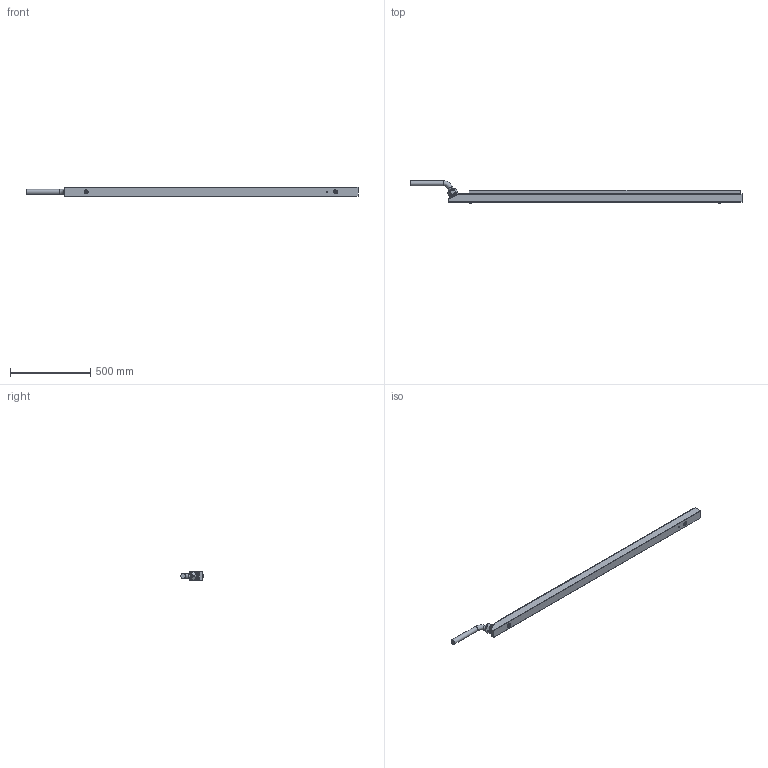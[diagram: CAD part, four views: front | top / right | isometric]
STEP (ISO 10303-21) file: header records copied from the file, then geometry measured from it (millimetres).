
FILE_DESCRIPTION (( 'STEP AP203' ), '1' );
FILE_NAME ('0.72.STEP', '2023-01-19T19:22:33', ( '' ), ( '' ), 'SwSTEP 2.0', 'SolidWorks 2022', '' );
FILE_SCHEMA (( 'CONFIG_CONTROL_DESIGN' ));
Length unit declared in the file: millimetre
Products named in the file (9): self_tapping_sheet_metal_screw_6x375; 0.72; PDU_button; PDU_Whip_Assy_11B03; 1_72; 710-0011 GLAND NUT, M40 X 1.5 tpm, BRASS-NICKEL PLATE; GLAND_ALL_CONFIGS_DELTA; RDC29NR_DELTA; PDU_whip_cord_6-5, 3Ft
Assembly tree (10 placements, depth 3):
  0.72
    1_72
    PDU_Whip_Assy_11B03
      PDU_whip_cord_6-5, 3Ft
    GLAND_ALL_CONFIGS_DELTA
      RDC29NR_DELTA
      710-0011 GLAND NUT, M40 X 1.5 tpm, BRASS-NICKEL PLATE
    PDU_button  x2
    self_tapping_sheet_metal_screw_6x375  x2
Bounding box: 2070.85 x 140.13 x 58.97 mm (x, y, z)
Volume: 6585635.3 mm3; surface area: 514017.1 mm2
Topology: 9 solids, 9 shells, 336 faces, 768 edges, 452 vertices
Faces by surface type: plane 97, cylinder 95, bspline 67, torus 53, cone 24
Full cylindrical faces by diameter (mm): 3.048 x1, 3.75 x2, 7.5 x2, 11.836 x2, 14.275 x2, 19.8 x1, 25.4 x2, 25.5 x1, 26 x1, 30.734 x2, 32.639 x1, 35.2 x1, 35.4 x1, 37.7 x1, 40 x1, 40.5 x1, 58 x1
Entity records: 10279 total; most frequent: CARTESIAN_POINT 3186, DIRECTION 1276, ORIENTED_EDGE 1260, EDGE_CURVE 630, AXIS2_PLACEMENT_3D 553, VERTEX_POINT 389, EDGE_LOOP 343, FACE_OUTER_BOUND 318
